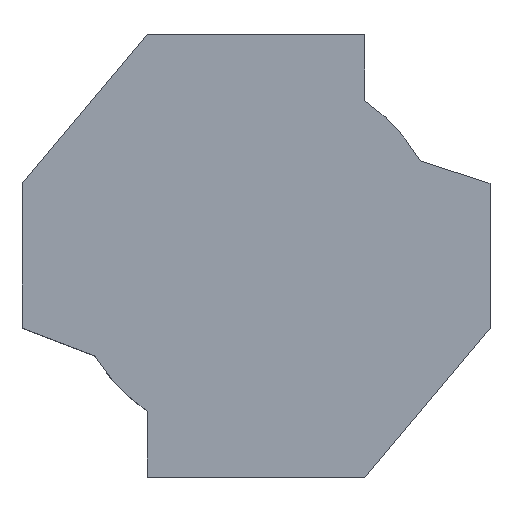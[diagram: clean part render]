
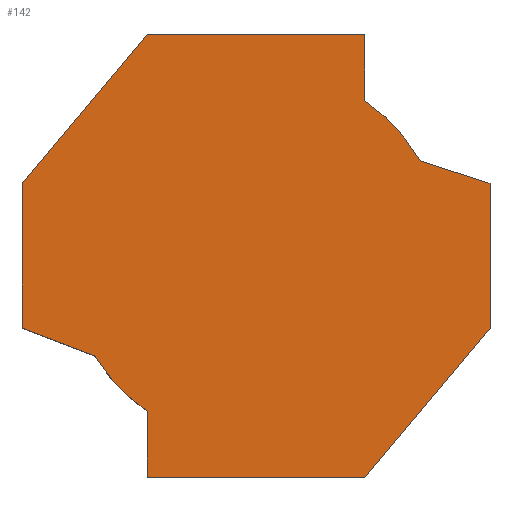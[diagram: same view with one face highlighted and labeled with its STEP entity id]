
A CAD part, top view. The second image highlights one B-rep face of the part: STEP entity #142.
In plain terms, the highlighted planar face has unit normal (0, 0, 1).
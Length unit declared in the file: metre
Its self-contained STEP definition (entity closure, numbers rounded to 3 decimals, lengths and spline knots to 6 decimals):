
#108 = EDGE_CURVE( '', #291, #292, #293, .T. );
#116 = EDGE_CURVE( '', #305, #302, #306, .T. );
#130 = EDGE_CURVE( '', #330, #331, #332, .T. );
#136 = EDGE_CURVE( '', #309, #340, #341, .T. );
#142 = ADVANCED_FACE( '', ( #350 ), #351, .T. );
#156 = EDGE_CURVE( '', #373, #358, #374, .T. );
#186 = EDGE_CURVE( '', #302, #373, #416, .T. );
#188 = EDGE_CURVE( '', #358, #309, #418, .T. );
#202 = EDGE_CURVE( '', #392, #291, #436, .T. );
#226 = EDGE_CURVE( '', #331, #449, #464, .T. );
#234 = EDGE_CURVE( '', #292, #305, #473, .T. );
#258 = EDGE_CURVE( '', #340, #330, #500, .T. );
#262 = EDGE_CURVE( '', #449, #392, #505, .T. );
#291 = VERTEX_POINT( '', #527 );
#292 = VERTEX_POINT( '', #528 );
#293 = LINE( '', #529, #530 );
#302 = VERTEX_POINT( '', #542 );
#305 = VERTEX_POINT( '', #547 );
#306 = LINE( '', #548, #549 );
#309 = VERTEX_POINT( '', #553 );
#330 = VERTEX_POINT( '', #584 );
#331 = VERTEX_POINT( '', #585 );
#332 = LINE( '', #586, #587 );
#340 = VERTEX_POINT( '', #598 );
#341 = LINE( '', #599, #600 );
#350 = FACE_OUTER_BOUND( '', #611, .T. );
#351 = PLANE( '', #612 );
#358 = VERTEX_POINT( '', #622 );
#373 = VERTEX_POINT( '', #645 );
#374 = LINE( '', #646, #647 );
#392 = VERTEX_POINT( '', #671 );
#416 = LINE( '', #709, #710 );
#418 = CIRCLE( '', #713, 0.0015 );
#436 = CIRCLE( '', #735, 0.0015 );
#449 = VERTEX_POINT( '', #757 );
#464 = LINE( '', #780, #781 );
#473 = LINE( '', #795, #796 );
#500 = LINE( '', #840, #841 );
#505 = LINE( '', #847, #848 );
#527 = CARTESIAN_POINT( '', ( -0.00086, -0.001233, 0.001016 ) );
#528 = CARTESIAN_POINT( '', ( -0.00086, -0.001754, 0.001016 ) );
#529 = CARTESIAN_POINT( '', ( -0.00086, -0.001754, 0.001016 ) );
#530 = VECTOR( '', #863, 1. );
#542 = CARTESIAN_POINT( '', ( 0.00185, -0.000575, 0.001016 ) );
#547 = CARTESIAN_POINT( '', ( 0.00086, -0.001754, 0.001016 ) );
#548 = CARTESIAN_POINT( '', ( 0.00185, -0.000575, 0.001016 ) );
#549 = VECTOR( '', #874, 1. );
#553 = CARTESIAN_POINT( '', ( 0.00086, 0.001226, 0.001016 ) );
#584 = CARTESIAN_POINT( '', ( -0.00086, 0.001746, 0.001016 ) );
#585 = CARTESIAN_POINT( '', ( -0.00185, 0.000568, 0.001016 ) );
#586 = CARTESIAN_POINT( '', ( -0.00185, 0.000568, 0.001016 ) );
#587 = VECTOR( '', #888, 1. );
#598 = CARTESIAN_POINT( '', ( 0.00086, 0.001746, 0.001016 ) );
#599 = CARTESIAN_POINT( '', ( 0.00086, 0.001746, 0.001016 ) );
#600 = VECTOR( '', #898, 1. );
#611 = EDGE_LOOP( '', ( #909, #910, #911, #912, #913, #914, #915, #916, #917, #918, #919, #920 ) );
#612 = AXIS2_PLACEMENT_3D( '', #921, #922, #923 );
#622 = CARTESIAN_POINT( '', ( 0.001298, 0.000749, 0.001016 ) );
#645 = CARTESIAN_POINT( '', ( 0.00185, 0.000568, 0.001016 ) );
#646 = CARTESIAN_POINT( '', ( 0.001298, 0.000749, 0.001016 ) );
#647 = VECTOR( '', #937, 1. );
#671 = CARTESIAN_POINT( '', ( -0.001273, -0.000797, 0.001016 ) );
#709 = CARTESIAN_POINT( '', ( 0.00185, 0.000568, 0.001016 ) );
#710 = VECTOR( '', #1006, 1. );
#713 = AXIS2_PLACEMENT_3D( '', #1007, #1008, #1009 );
#735 = AXIS2_PLACEMENT_3D( '', #1046, #1047, #1048 );
#757 = CARTESIAN_POINT( '', ( -0.00185, -0.000575, 0.001016 ) );
#780 = CARTESIAN_POINT( '', ( -0.00185, -0.000575, 0.001016 ) );
#781 = VECTOR( '', #1081, 1. );
#795 = CARTESIAN_POINT( '', ( 0.00086, -0.001754, 0.001016 ) );
#796 = VECTOR( '', #1092, 1. );
#840 = CARTESIAN_POINT( '', ( -0.00086, 0.001746, 0.001016 ) );
#841 = VECTOR( '', #1125, 1. );
#847 = CARTESIAN_POINT( '', ( -0.001273, -0.000797, 0.001016 ) );
#848 = VECTOR( '', #1134, 1. );
#863 = DIRECTION( '', ( 0., -1., 0. ) );
#874 = DIRECTION( '', ( 0.643, 0.766, 0. ) );
#888 = DIRECTION( '', ( -0.643, -0.766, 0. ) );
#898 = DIRECTION( '', ( 0., 1., 0. ) );
#909 = ORIENTED_EDGE( '', *, *, #202, .T. );
#910 = ORIENTED_EDGE( '', *, *, #108, .T. );
#911 = ORIENTED_EDGE( '', *, *, #234, .T. );
#912 = ORIENTED_EDGE( '', *, *, #116, .T. );
#913 = ORIENTED_EDGE( '', *, *, #186, .T. );
#914 = ORIENTED_EDGE( '', *, *, #156, .T. );
#915 = ORIENTED_EDGE( '', *, *, #188, .T. );
#916 = ORIENTED_EDGE( '', *, *, #136, .T. );
#917 = ORIENTED_EDGE( '', *, *, #258, .T. );
#918 = ORIENTED_EDGE( '', *, *, #130, .T. );
#919 = ORIENTED_EDGE( '', *, *, #226, .T. );
#920 = ORIENTED_EDGE( '', *, *, #262, .T. );
#921 = CARTESIAN_POINT( '', ( 0., -0.000004, 0.001016 ) );
#922 = DIRECTION( '', ( 0., 0., 1. ) );
#923 = DIRECTION( '', ( 1., 0., 0. ) );
#937 = DIRECTION( '', ( -0.95, 0.311, 0. ) );
#1006 = DIRECTION( '', ( 0., 1., 0. ) );
#1007 = CARTESIAN_POINT( '', ( 0., -0.000004, 0.001016 ) );
#1008 = DIRECTION( '', ( 0., 0., 1. ) );
#1009 = DIRECTION( '', ( 0., -1., 0. ) );
#1046 = CARTESIAN_POINT( '', ( 0., -0.000004, 0.001016 ) );
#1047 = DIRECTION( '', ( 0., 0., 1. ) );
#1048 = DIRECTION( '', ( 0., -1., 0. ) );
#1081 = DIRECTION( '', ( 0., -1., 0. ) );
#1092 = DIRECTION( '', ( 1., 0., 0. ) );
#1125 = DIRECTION( '', ( -1., 0., 0. ) );
#1134 = DIRECTION( '', ( 0.933, -0.359, 0. ) );
